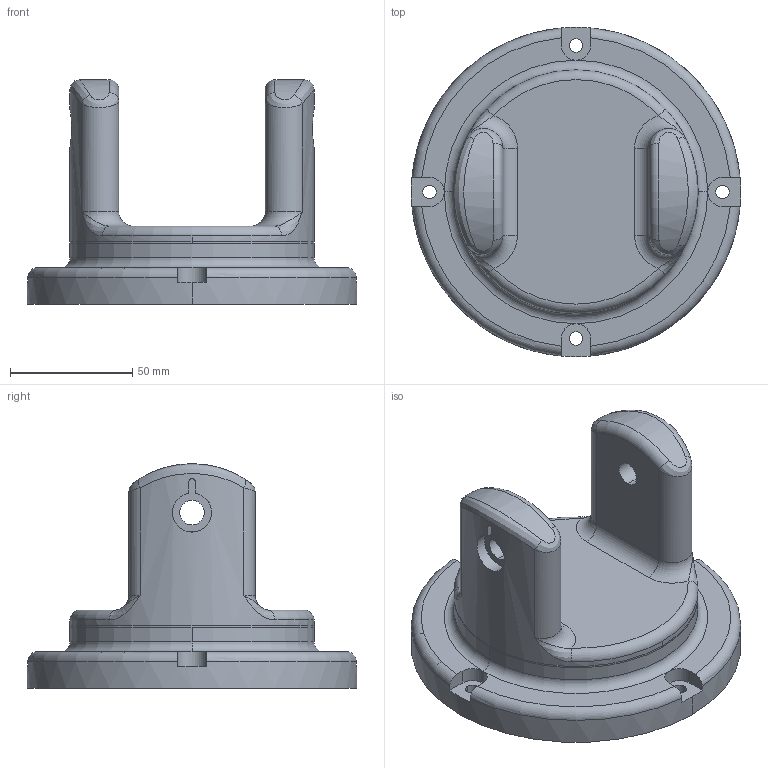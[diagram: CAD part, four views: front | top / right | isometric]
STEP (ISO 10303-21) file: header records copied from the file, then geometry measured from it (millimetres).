
FILE_DESCRIPTION(('FreeCAD Model'),'2;1');
FILE_NAME('Open CASCADE Shape Model','2021-11-14T06:02:53',('Author'),( ''),'Open CASCADE STEP processor 7.4','FreeCAD','Unknown');
FILE_SCHEMA(('CONFIG_CONTROL_DESIGN','SHAPE_APPEARANCE_LAYER_MIM'));
Length unit declared in the file: millimetre
Products named in the file (1): Compound042
Bounding box: 135 x 135 x 92 mm (x, y, z)
Volume: 276665.4 mm3; surface area: 68872.1 mm2
Topology: 1 solids, 1 shells, 112 faces, 282 edges, 178 vertices
Faces by surface type: cylinder 50, plane 30, torus 18, bspline 14
Entity records: 31103 total; most frequent: CARTESIAN_POINT 25645, DIRECTION 959, ORIENTED_EDGE 564, PCURVE 564, DEFINITIONAL_REPRESENTATION 564, LINE 450, VECTOR 450, EDGE_CURVE 282
